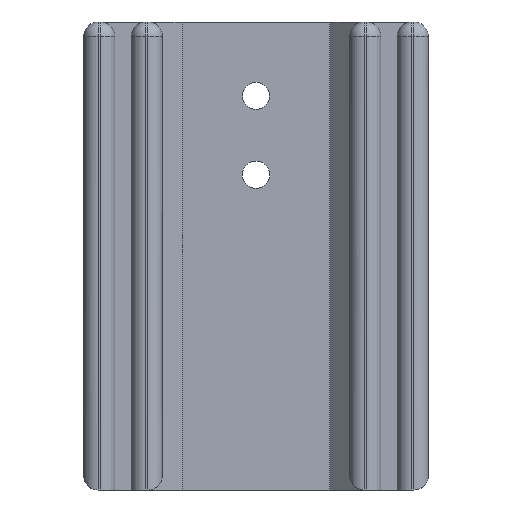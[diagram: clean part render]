
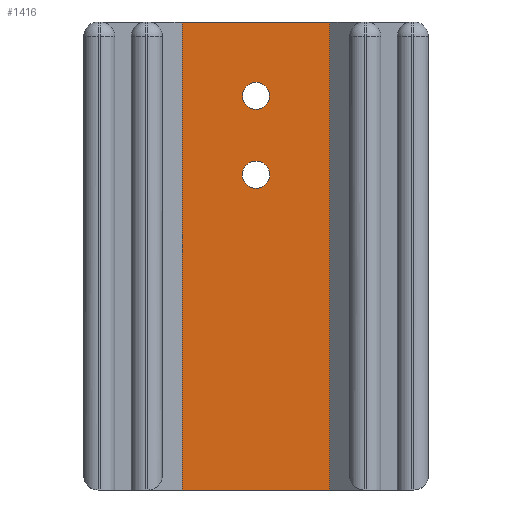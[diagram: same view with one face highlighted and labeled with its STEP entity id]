
A CAD part, front view. The second image highlights one B-rep face of the part: STEP entity #1416.
In plain terms, the highlighted planar face has unit normal (0, -1, 0).
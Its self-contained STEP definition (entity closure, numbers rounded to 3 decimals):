
#48=FACE_BOUND('',#190,.T.);
#49=FACE_BOUND('',#191,.T.);
#60=PLANE('',#1534);
#96=FACE_OUTER_BOUND('',#189,.T.);
#189=EDGE_LOOP('',(#971,#972,#973,#974));
#190=EDGE_LOOP('',(#975));
#191=EDGE_LOOP('',(#976));
#297=LINE('',#2244,#421);
#298=LINE('',#2246,#422);
#299=LINE('',#2248,#423);
#300=LINE('',#2249,#424);
#421=VECTOR('',#1755,1000.);
#422=VECTOR('',#1756,1000.);
#423=VECTOR('',#1757,1000.);
#424=VECTOR('',#1758,1000.);
#532=CIRCLE('',#1519,2.777);
#539=CIRCLE('',#1530,2.75);
#604=VERTEX_POINT('',#2190);
#615=VERTEX_POINT('',#2218);
#625=VERTEX_POINT('',#2242);
#626=VERTEX_POINT('',#2243);
#627=VERTEX_POINT('',#2245);
#628=VERTEX_POINT('',#2247);
#730=EDGE_CURVE('',#604,#604,#532,.T.);
#742=EDGE_CURVE('',#615,#615,#539,.T.);
#753=EDGE_CURVE('',#625,#626,#297,.T.);
#754=EDGE_CURVE('',#625,#627,#298,.T.);
#755=EDGE_CURVE('',#628,#627,#299,.T.);
#756=EDGE_CURVE('',#628,#626,#300,.T.);
#971=ORIENTED_EDGE('',*,*,#753,.F.);
#972=ORIENTED_EDGE('',*,*,#754,.T.);
#973=ORIENTED_EDGE('',*,*,#755,.F.);
#974=ORIENTED_EDGE('',*,*,#756,.T.);
#975=ORIENTED_EDGE('',*,*,#730,.T.);
#976=ORIENTED_EDGE('',*,*,#742,.T.);
#1416=ADVANCED_FACE('',(#96,#48,#49),#60,.F.);
#1519=AXIS2_PLACEMENT_3D('',#2192,#1709,#1710);
#1530=AXIS2_PLACEMENT_3D('',#2219,#1736,#1737);
#1534=AXIS2_PLACEMENT_3D('',#2241,#1753,#1754);
#1709=DIRECTION('center_axis',(0.,1.,0.));
#1710=DIRECTION('ref_axis',(-1.,0.,0.));
#1736=DIRECTION('center_axis',(0.,1.,0.));
#1737=DIRECTION('ref_axis',(0.,0.,1.));
#1753=DIRECTION('center_axis',(0.,1.,0.));
#1754=DIRECTION('ref_axis',(0.,0.,1.));
#1755=DIRECTION('',(1.,0.,0.));
#1756=DIRECTION('',(0.,0.,-1.));
#1757=DIRECTION('',(-1.,0.,0.));
#1758=DIRECTION('',(0.,0.,1.));
#2190=CARTESIAN_POINT('',(2.777,0.,16.5));
#2192=CARTESIAN_POINT('Origin',(0.,0.,16.5));
#2218=CARTESIAN_POINT('',(0.,0.,29.75));
#2219=CARTESIAN_POINT('Origin',(0.,0.,32.5));
#2241=CARTESIAN_POINT('Origin',(0.,0.,0.));
#2242=CARTESIAN_POINT('',(-15.,0.,47.5));
#2243=CARTESIAN_POINT('',(15.,0.,47.5));
#2244=CARTESIAN_POINT('',(-35.,0.,47.5));
#2245=CARTESIAN_POINT('',(-15.,0.,-47.5));
#2246=CARTESIAN_POINT('',(-15.,0.,-47.5));
#2247=CARTESIAN_POINT('',(15.,0.,-47.5));
#2248=CARTESIAN_POINT('',(-35.,0.,-47.5));
#2249=CARTESIAN_POINT('',(15.,0.,47.5));
